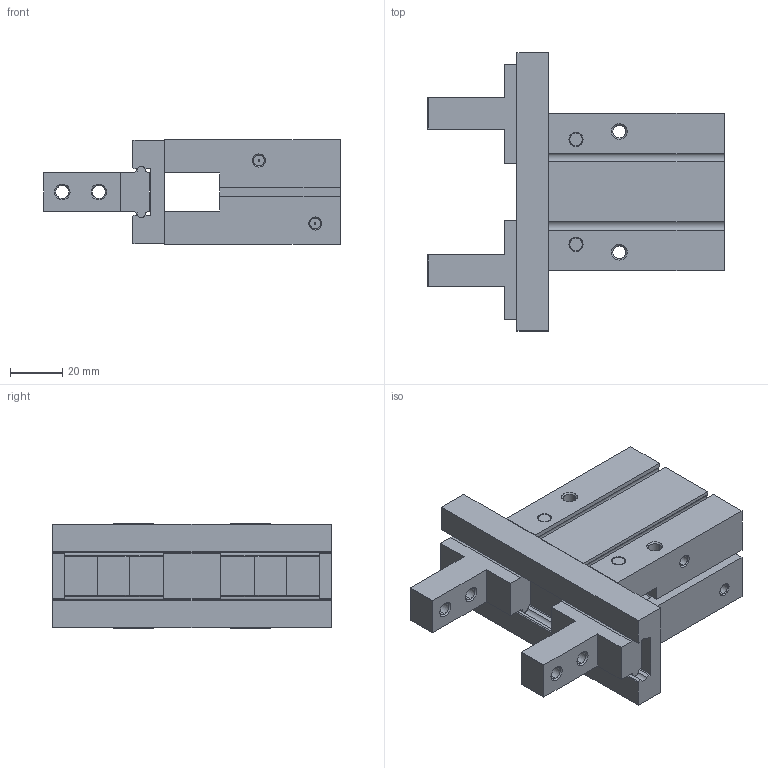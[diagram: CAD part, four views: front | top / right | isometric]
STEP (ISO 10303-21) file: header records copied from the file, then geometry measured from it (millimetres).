
FILE_DESCRIPTION (( 'STEP AP203' ), '1' );
FILE_NAME ('KP32MD-M.step', '2017-07-18T20:21:39', ( '' ), ( '' ), 'SwSTEP 2.0', 'SolidWorks 2017', '' );
FILE_SCHEMA (( 'CONFIG_CONTROL_DESIGN' ));
Length unit declared in the file: millimetre
Products named in the file (4): KP32MD-M; KP32MD-M-1; KP32MD-M-2; KP32MD-M-3
Assembly tree (3 placements, depth 2):
  KP32MD-M
    KP32MD-M-1
    KP32MD-M-2
    KP32MD-M-3
Bounding box: 113 x 106 x 40 mm (x, y, z)
Volume: 187146.7 mm3; surface area: 45742.7 mm2
Topology: 3 solids, 3 shells, 242 faces, 610 edges, 386 vertices
Faces by surface type: plane 118, cylinder 62, cone 62
Entity records: 7776 total; most frequent: CARTESIAN_POINT 1562, ORIENTED_EDGE 1220, DIRECTION 1202, EDGE_CURVE 610, AXIS2_PLACEMENT_3D 450, VERTEX_POINT 386, LINE 302, VECTOR 302
